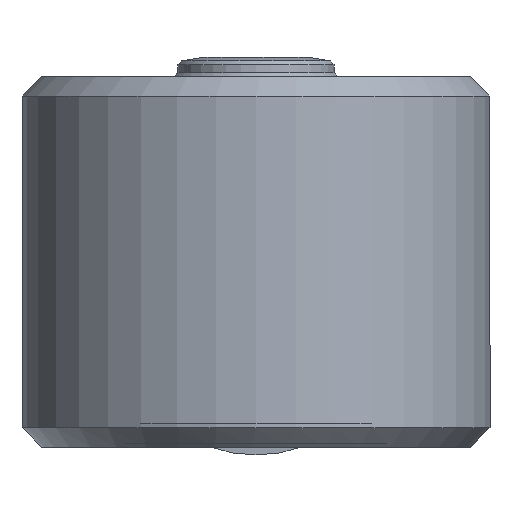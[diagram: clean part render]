
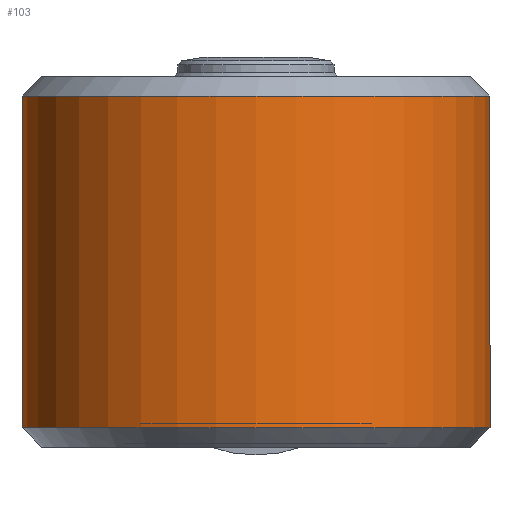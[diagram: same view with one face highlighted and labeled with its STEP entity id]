
A CAD part, left-side view. The second image highlights one B-rep face of the part: STEP entity #103.
In plain terms, the highlighted cylindrical face has radius 6 mm (diameter 12 mm), a partial arc.
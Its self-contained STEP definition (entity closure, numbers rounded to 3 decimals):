
#103 = ADVANCED_FACE( '', ( #227 ), #228, .T. );
#227 = FACE_OUTER_BOUND( '', #371, .T. );
#228 = CYLINDRICAL_SURFACE( '', #372, 6. );
#371 = EDGE_LOOP( '', ( #592, #593, #594, #595 ) );
#372 = AXIS2_PLACEMENT_3D( '', #596, #597, #598 );
#592 = ORIENTED_EDGE( '', *, *, #807, .T. );
#593 = ORIENTED_EDGE( '', *, *, #808, .T. );
#594 = ORIENTED_EDGE( '', *, *, #745, .T. );
#595 = ORIENTED_EDGE( '', *, *, #735, .F. );
#596 = CARTESIAN_POINT( '', ( 0., 0., -0.5 ) );
#597 = DIRECTION( '', ( 0., 0., -1. ) );
#598 = DIRECTION( '', ( 0., -1., 0. ) );
#735 = EDGE_CURVE( '', #844, #845, #846, .T. );
#745 = EDGE_CURVE( '', #863, #845, #864, .T. );
#807 = EDGE_CURVE( '', #844, #960, #961, .T. );
#808 = EDGE_CURVE( '', #960, #863, #962, .T. );
#844 = VERTEX_POINT( '', #1003 );
#845 = VERTEX_POINT( '', #1004 );
#846 = LINE( '', #1005, #1006 );
#863 = VERTEX_POINT( '', #1070 );
#864 = CIRCLE( '', #1071, 6. );
#960 = VERTEX_POINT( '', #1285 );
#961 = CIRCLE( '', #1286, 6. );
#962 = LINE( '', #1287, #1288 );
#1003 = CARTESIAN_POINT( '', ( 5.038, 3.259, 0.5 ) );
#1004 = CARTESIAN_POINT( '', ( 5.038, 3.259, 9. ) );
#1005 = CARTESIAN_POINT( '', ( 5.038, 3.259, -0.5 ) );
#1006 = VECTOR( '', #1386, 1000. );
#1070 = CARTESIAN_POINT( '', ( 5.038, -3.259, 9. ) );
#1071 = AXIS2_PLACEMENT_3D( '', #1388, #1389, #1390 );
#1285 = CARTESIAN_POINT( '', ( 5.038, -3.259, 0.5 ) );
#1286 = AXIS2_PLACEMENT_3D( '', #1460, #1461, #1462 );
#1287 = CARTESIAN_POINT( '', ( 5.038, -3.259, -0.5 ) );
#1288 = VECTOR( '', #1463, 1000. );
#1386 = DIRECTION( '', ( 0., 0., 1. ) );
#1388 = CARTESIAN_POINT( '', ( 0., 0., 9. ) );
#1389 = DIRECTION( '', ( 0., 0., -1. ) );
#1390 = DIRECTION( '', ( 0., 1., 0. ) );
#1460 = CARTESIAN_POINT( '', ( 0., 0., 0.5 ) );
#1461 = DIRECTION( '', ( 0., 0., 1. ) );
#1462 = DIRECTION( '', ( 0., -1., 0. ) );
#1463 = DIRECTION( '', ( 0., 0., 1. ) );
